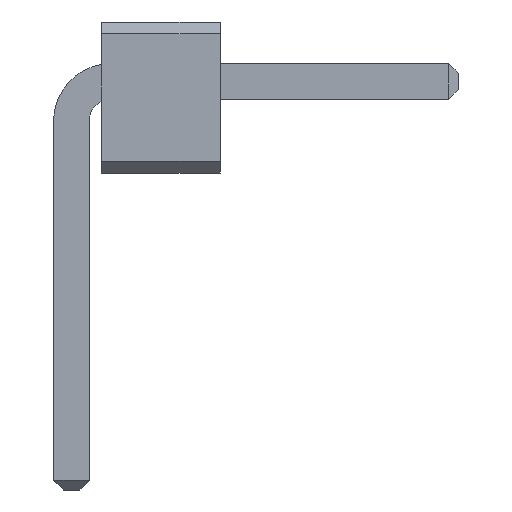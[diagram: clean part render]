
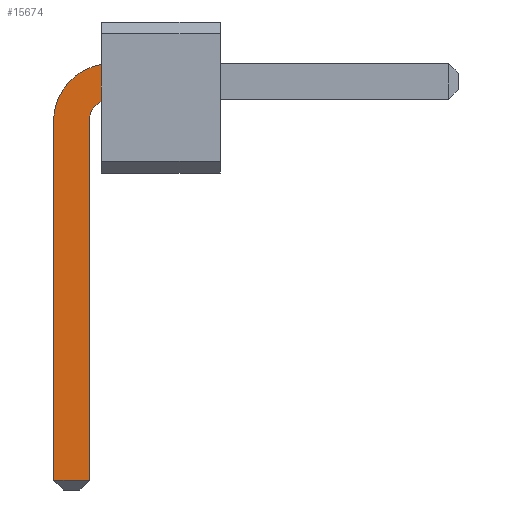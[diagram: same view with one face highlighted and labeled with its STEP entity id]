
A CAD part, front view. The second image highlights one B-rep face of the part: STEP entity #15674.
In plain terms, the highlighted planar face has unit normal (0, -1, 0).
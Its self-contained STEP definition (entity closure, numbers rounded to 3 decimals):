
#5356 = VERTEX_POINT('',#5357);
#5357 = CARTESIAN_POINT('',(0.25,-33.15,0.779));
#5365 = EDGE_CURVE('',#5356,#5366,#5368,.T.);
#5366 = VERTEX_POINT('',#5367);
#5367 = CARTESIAN_POINT('',(0.25,-33.15,0.467));
#5368 = LINE('',#5369,#5370);
#5369 = CARTESIAN_POINT('',(0.25,-33.15,0.1));
#5370 = VECTOR('',#5371,1.);
#5371 = DIRECTION('',(0.,0.,-1.));
#15589 = VERTEX_POINT('',#15590);
#15590 = CARTESIAN_POINT('',(-0.15,-33.15,0.335));
#15596 = EDGE_CURVE('',#15589,#5356,#15597,.T.);
#15597 = CIRCLE('',#15598,0.485);
#15598 = AXIS2_PLACEMENT_3D('',#15599,#15600,#15601);
#15599 = CARTESIAN_POINT('',(0.333,-33.15,0.302));
#15600 = DIRECTION('',(0.,1.,0.));
#15601 = DIRECTION('',(-0.998,0.,
0.069));
#15655 = EDGE_CURVE('',#5366,#15656,#15658,.T.);
#15656 = VERTEX_POINT('',#15657);
#15657 = CARTESIAN_POINT('',(0.15,-33.15,0.335));
#15658 = CIRCLE('',#15659,0.194);
#15659 = AXIS2_PLACEMENT_3D('',#15660,#15661,#15662);
#15660 = CARTESIAN_POINT('',(0.34,-33.15,0.295));
#15661 = DIRECTION('',(0.,-1.,0.));
#15662 = DIRECTION('',(-0.207,0.,0.978
));
#15674 = ADVANCED_FACE('',(#15675),#15702,.F.);
#15675 = FACE_BOUND('',#15676,.F.);
#15676 = EDGE_LOOP('',(#15677,#15678,#15679,#15687,#15695,#15701));
#15677 = ORIENTED_EDGE('',*,*,#5365,.T.);
#15678 = ORIENTED_EDGE('',*,*,#15655,.T.);
#15679 = ORIENTED_EDGE('',*,*,#15680,.T.);
#15680 = EDGE_CURVE('',#15656,#15681,#15683,.T.);
#15681 = VERTEX_POINT('',#15682);
#15682 = CARTESIAN_POINT('',(0.15,-33.15,-2.72));
#15683 = LINE('',#15684,#15685);
#15684 = CARTESIAN_POINT('',(0.15,-33.15,0.335));
#15685 = VECTOR('',#15686,1.);
#15686 = DIRECTION('',(0.,0.,-1.));
#15687 = ORIENTED_EDGE('',*,*,#15688,.T.);
#15688 = EDGE_CURVE('',#15681,#15689,#15691,.T.);
#15689 = VERTEX_POINT('',#15690);
#15690 = CARTESIAN_POINT('',(-0.15,-33.15,-2.72));
#15691 = LINE('',#15692,#15693);
#15692 = CARTESIAN_POINT('',(0.15,-33.15,-2.72));
#15693 = VECTOR('',#15694,1.);
#15694 = DIRECTION('',(-1.,0.,0.));
#15695 = ORIENTED_EDGE('',*,*,#15696,.T.);
#15696 = EDGE_CURVE('',#15689,#15589,#15697,.T.);
#15697 = LINE('',#15698,#15699);
#15698 = CARTESIAN_POINT('',(-0.15,-33.15,-2.8));
#15699 = VECTOR('',#15700,1.);
#15700 = DIRECTION('',(0.,0.,1.));
#15701 = ORIENTED_EDGE('',*,*,#15596,.T.);
#15702 = PLANE('',#15703);
#15703 = AXIS2_PLACEMENT_3D('',#15704,#15705,#15706);
#15704 = CARTESIAN_POINT('',(0.841,-33.15,-0.301));
#15705 = DIRECTION('',(0.,1.,-0.));
#15706 = DIRECTION('',(0.,0.,-1.));
